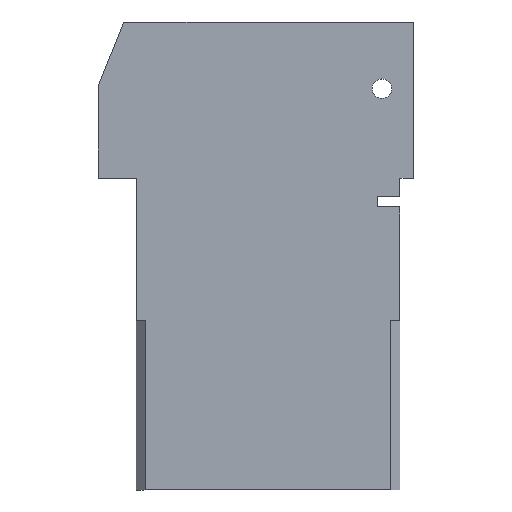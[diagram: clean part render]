
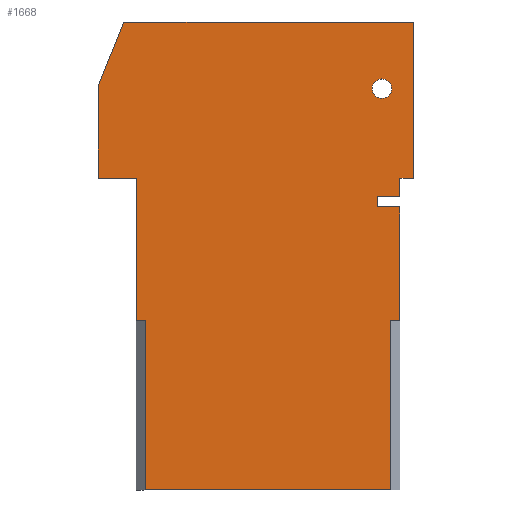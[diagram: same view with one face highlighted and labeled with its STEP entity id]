
A CAD part, top view. The second image highlights one B-rep face of the part: STEP entity #1668.
In plain terms, the highlighted planar face has unit normal (0, 0, 1).
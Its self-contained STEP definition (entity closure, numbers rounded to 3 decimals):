
#18=FACE_BOUND('',#220,.T.);
#47=PLANE('',#1782);
#128=FACE_OUTER_BOUND('',#219,.T.);
#219=EDGE_LOOP('',(#1342,#1343,#1344,#1345,#1346,#1347,#1348,#1349,#1350,
#1351,#1352,#1353,#1354,#1355,#1356,#1357,#1358));
#220=EDGE_LOOP('',(#1359));
#295=CIRCLE('',#1783,2.088);
#369=LINE('',#2451,#587);
#374=LINE('',#2461,#592);
#425=LINE('',#2560,#643);
#429=LINE('',#2568,#647);
#430=LINE('',#2570,#648);
#431=LINE('',#2572,#649);
#432=LINE('',#2574,#650);
#433=LINE('',#2576,#651);
#434=LINE('',#2578,#652);
#435=LINE('',#2580,#653);
#436=LINE('',#2582,#654);
#437=LINE('',#2584,#655);
#438=LINE('',#2586,#656);
#439=LINE('',#2588,#657);
#440=LINE('',#2590,#658);
#441=LINE('',#2592,#659);
#442=LINE('',#2593,#660);
#587=VECTOR('',#1984,10.);
#592=VECTOR('',#1993,10.);
#643=VECTOR('',#2052,10.);
#647=VECTOR('',#2060,10.);
#648=VECTOR('',#2061,10.);
#649=VECTOR('',#2062,10.);
#650=VECTOR('',#2063,10.);
#651=VECTOR('',#2064,10.);
#652=VECTOR('',#2065,10.);
#653=VECTOR('',#2066,10.);
#654=VECTOR('',#2067,10.);
#655=VECTOR('',#2068,10.);
#656=VECTOR('',#2069,10.);
#657=VECTOR('',#2070,10.);
#658=VECTOR('',#2071,10.);
#659=VECTOR('',#2072,10.);
#660=VECTOR('',#2073,10.);
#798=VERTEX_POINT('',#2448);
#799=VERTEX_POINT('',#2450);
#802=VERTEX_POINT('',#2460);
#846=VERTEX_POINT('',#2559);
#848=VERTEX_POINT('',#2567);
#849=VERTEX_POINT('',#2569);
#850=VERTEX_POINT('',#2571);
#851=VERTEX_POINT('',#2573);
#852=VERTEX_POINT('',#2575);
#853=VERTEX_POINT('',#2577);
#854=VERTEX_POINT('',#2579);
#855=VERTEX_POINT('',#2581);
#856=VERTEX_POINT('',#2583);
#857=VERTEX_POINT('',#2585);
#858=VERTEX_POINT('',#2587);
#859=VERTEX_POINT('',#2589);
#860=VERTEX_POINT('',#2591);
#861=VERTEX_POINT('',#2594);
#978=EDGE_CURVE('',#799,#798,#369,.T.);
#983=EDGE_CURVE('',#802,#798,#374,.T.);
#1034=EDGE_CURVE('',#799,#846,#425,.T.);
#1038=EDGE_CURVE('',#848,#802,#429,.T.);
#1039=EDGE_CURVE('',#849,#848,#430,.T.);
#1040=EDGE_CURVE('',#850,#849,#431,.T.);
#1041=EDGE_CURVE('',#851,#850,#432,.T.);
#1042=EDGE_CURVE('',#852,#851,#433,.T.);
#1043=EDGE_CURVE('',#853,#852,#434,.T.);
#1044=EDGE_CURVE('',#854,#853,#435,.T.);
#1045=EDGE_CURVE('',#855,#854,#436,.T.);
#1046=EDGE_CURVE('',#856,#855,#437,.T.);
#1047=EDGE_CURVE('',#857,#856,#438,.T.);
#1048=EDGE_CURVE('',#858,#857,#439,.T.);
#1049=EDGE_CURVE('',#859,#858,#440,.T.);
#1050=EDGE_CURVE('',#860,#859,#441,.T.);
#1051=EDGE_CURVE('',#846,#860,#442,.T.);
#1052=EDGE_CURVE('',#861,#861,#295,.T.);
#1342=ORIENTED_EDGE('',*,*,#983,.F.);
#1343=ORIENTED_EDGE('',*,*,#1038,.F.);
#1344=ORIENTED_EDGE('',*,*,#1039,.F.);
#1345=ORIENTED_EDGE('',*,*,#1040,.F.);
#1346=ORIENTED_EDGE('',*,*,#1041,.F.);
#1347=ORIENTED_EDGE('',*,*,#1042,.F.);
#1348=ORIENTED_EDGE('',*,*,#1043,.F.);
#1349=ORIENTED_EDGE('',*,*,#1044,.F.);
#1350=ORIENTED_EDGE('',*,*,#1045,.F.);
#1351=ORIENTED_EDGE('',*,*,#1046,.F.);
#1352=ORIENTED_EDGE('',*,*,#1047,.F.);
#1353=ORIENTED_EDGE('',*,*,#1048,.F.);
#1354=ORIENTED_EDGE('',*,*,#1049,.F.);
#1355=ORIENTED_EDGE('',*,*,#1050,.F.);
#1356=ORIENTED_EDGE('',*,*,#1051,.F.);
#1357=ORIENTED_EDGE('',*,*,#1034,.F.);
#1358=ORIENTED_EDGE('',*,*,#978,.T.);
#1359=ORIENTED_EDGE('',*,*,#1052,.T.);
#1668=ADVANCED_FACE('',(#128,#18),#47,.F.);
#1782=AXIS2_PLACEMENT_3D('',#2566,#2058,#2059);
#1783=AXIS2_PLACEMENT_3D('',#2595,#2074,#2075);
#1984=DIRECTION('',(0.,1.,0.));
#1993=DIRECTION('',(-1.,0.,0.));
#2052=DIRECTION('',(1.,0.,0.));
#2058=DIRECTION('center_axis',(0.,0.,-1.));
#2059=DIRECTION('ref_axis',(-1.,0.,0.));
#2060=DIRECTION('',(0.,-1.,0.));
#2061=DIRECTION('',(-1.,0.,0.));
#2062=DIRECTION('',(0.,-1.,0.));
#2063=DIRECTION('',(1.,0.,0.));
#2064=DIRECTION('',(0.373,0.928,0.));
#2065=DIRECTION('',(0.,1.,0.));
#2066=DIRECTION('',(-1.,0.,0.));
#2067=DIRECTION('',(0.,1.,0.));
#2068=DIRECTION('',(-1.,0.,0.));
#2069=DIRECTION('',(0.,1.,0.));
#2070=DIRECTION('',(-1.,0.,0.));
#2071=DIRECTION('',(0.,-1.,0.));
#2072=DIRECTION('',(-1.,0.,0.));
#2073=DIRECTION('',(0.,-1.,0.));
#2074=DIRECTION('center_axis',(0.,0.,-1.));
#2075=DIRECTION('ref_axis',(1.,0.,0.));
#2448=CARTESIAN_POINT('',(-31.267,32.377,-4.44));
#2450=CARTESIAN_POINT('',(-31.267,30.177,-4.44));
#2451=CARTESIAN_POINT('',(-31.267,30.177,-4.44));
#2460=CARTESIAN_POINT('',(-26.467,32.377,-4.44));
#2461=CARTESIAN_POINT('',(-29.967,32.377,-4.44));
#2559=CARTESIAN_POINT('',(-26.467,30.177,-4.44));
#2560=CARTESIAN_POINT('',(-27.234,30.177,-4.44));
#2566=CARTESIAN_POINT('Origin',(-23.2,-30.723,-4.44));
#2567=CARTESIAN_POINT('',(-26.467,36.377,-4.44));
#2568=CARTESIAN_POINT('',(-26.467,2.827,-4.44));
#2569=CARTESIAN_POINT('',(-23.467,36.377,-4.44));
#2570=CARTESIAN_POINT('',(-23.334,36.377,-4.44));
#2571=CARTESIAN_POINT('',(-23.467,69.977,-4.44));
#2572=CARTESIAN_POINT('',(-23.467,19.627,-4.44));
#2573=CARTESIAN_POINT('',(-85.867,69.977,-4.44));
#2574=CARTESIAN_POINT('',(-23.334,69.977,-4.44));
#2575=CARTESIAN_POINT('',(-91.367,56.277,-4.44));
#2576=CARTESIAN_POINT('',(-101.676,30.599,-4.44));
#2577=CARTESIAN_POINT('',(-91.367,36.377,-4.44));
#2578=CARTESIAN_POINT('',(-91.367,12.777,-4.44));
#2579=CARTESIAN_POINT('',(-83.167,36.377,-4.44));
#2580=CARTESIAN_POINT('',(-57.284,36.377,-4.44));
#2581=CARTESIAN_POINT('',(-83.167,5.717,-4.44));
#2582=CARTESIAN_POINT('',(-83.167,-25.973,-4.44));
#2583=CARTESIAN_POINT('',(-81.228,5.717,-4.44));
#2584=CARTESIAN_POINT('',(-24.834,5.717,-4.44));
#2585=CARTESIAN_POINT('',(-81.228,-30.723,-4.44));
#2586=CARTESIAN_POINT('',(-81.228,-25.473,-4.44));
#2587=CARTESIAN_POINT('',(-28.406,-30.723,-4.44));
#2588=CARTESIAN_POINT('',(-52.434,-30.723,-4.44));
#2589=CARTESIAN_POINT('',(-28.406,5.717,-4.44));
#2590=CARTESIAN_POINT('',(-28.406,-12.503,-4.44));
#2591=CARTESIAN_POINT('',(-26.467,5.717,-4.44));
#2592=CARTESIAN_POINT('',(-24.834,5.717,-4.44));
#2593=CARTESIAN_POINT('',(-26.467,2.827,-4.44));
#2594=CARTESIAN_POINT('',(-32.411,55.626,-4.44));
#2595=CARTESIAN_POINT('Origin',(-30.324,55.626,-4.44));
